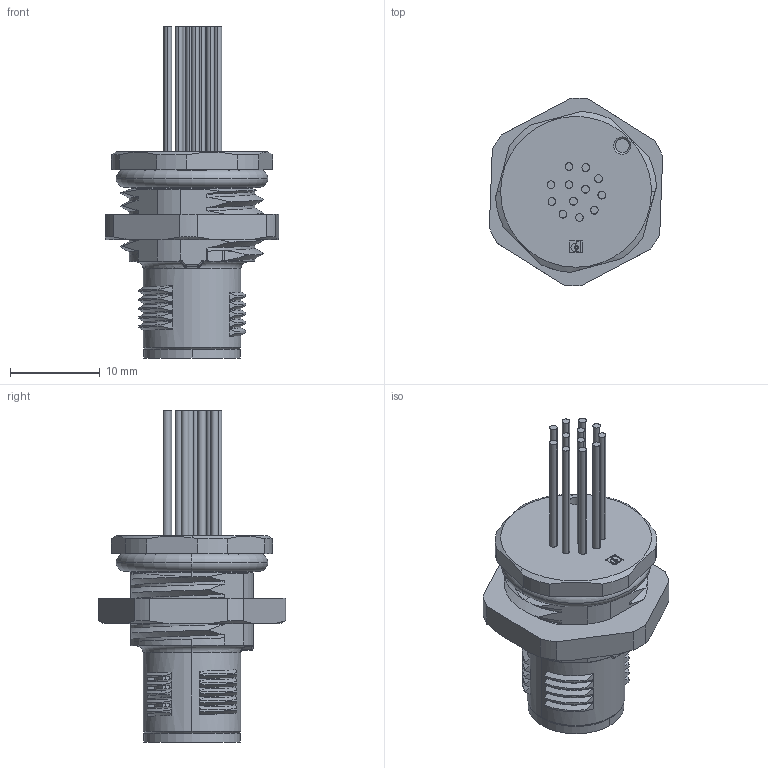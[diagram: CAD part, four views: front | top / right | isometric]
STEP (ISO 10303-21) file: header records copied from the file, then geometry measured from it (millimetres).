
FILE_DESCRIPTION(('HOOPS Exchange Step'),'2;1');
FILE_NAME('export-407C55E2-93BD-441C-AD38-E8E2D050EF2C.stp','2021-02-25T10:14:18+01:00',('Engineering'),('Alibre'),'HOOPS Exchange 2020.1','Alibre','Unknown authorisation');
FILE_SCHEMA( ('AP242_MANAGED_MODEL_BASED_3D_ENGINEERING_MIM_LF {1 0 10303 442 1 1 4 }') );
Length unit declared in the file: millimetre
Products named in the file (2): 5457-1 M12 12 Pole Panel Mount MALE with 50cm wiring; 5457 M12 12 Pole Panel Mount MALE with 50cm wiring
Assembly tree (1 placements, depth 2):
  5457 M12 12 Pole Panel Mount MALE with 50cm wiring
    5457-1 M12 12 Pole Panel Mount MALE with 50cm wiring
Bounding box: 19.31 x 20.9 x 37 mm (x, y, z)
Volume: 3307.6 mm3; surface area: 2836 mm2
Topology: 1 solids, 1 shells, 420 faces, 1072 edges, 674 vertices
Faces by surface type: cylinder 143, plane 107, bspline 80, torus 43, sphere 28, cone 19
Entity records: 21617 total; most frequent: CARTESIAN_POINT 12042, ORIENTED_EDGE 2070, DIRECTION 1856, EDGE_CURVE 1035, AXIS2_PLACEMENT_3D 775, VERTEX_POINT 674, EDGE_LOOP 477, FACE_BOUND 477
